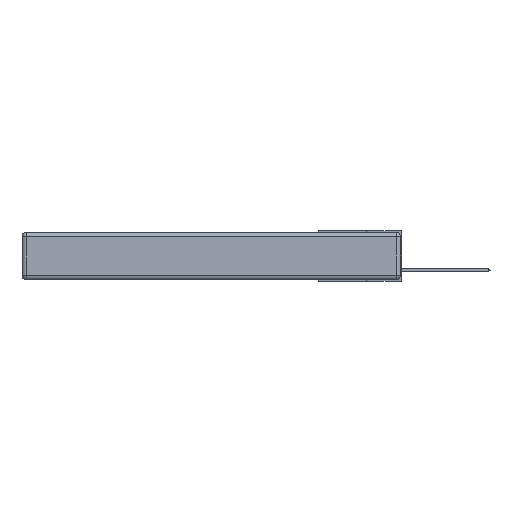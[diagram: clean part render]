
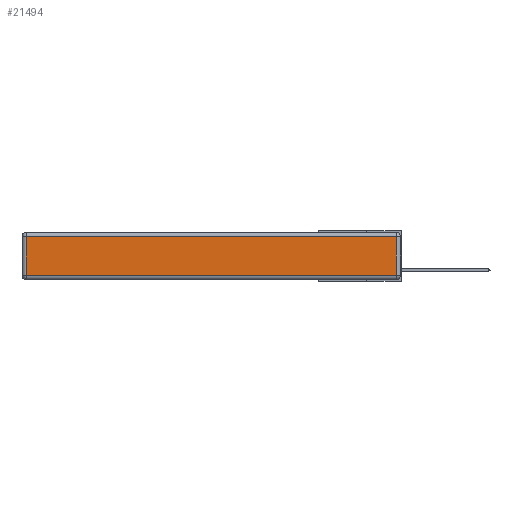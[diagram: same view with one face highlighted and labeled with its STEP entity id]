
A CAD part, left-side view. The second image highlights one B-rep face of the part: STEP entity #21494.
In plain terms, the highlighted planar face has unit normal (-1, 0, 0).
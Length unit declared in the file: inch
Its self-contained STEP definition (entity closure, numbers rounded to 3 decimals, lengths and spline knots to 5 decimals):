
#514 = PLANE ( 'NONE',  #5458 ) ;
#1128 = ORIENTED_EDGE ( 'NONE', *, *, #23801, .T. ) ;
#5458 = AXIS2_PLACEMENT_3D ( 'NONE', #23618, #23722, #21263 ) ;
#6148 = CARTESIAN_POINT ( 'NONE',  ( 0., 0.03, -0.313 ) ) ;
#6865 = EDGE_CURVE ( 'NONE', #8441, #29228, #27279, .T. ) ;
#7727 = VERTEX_POINT ( 'NONE', #16031 ) ;
#8441 = VERTEX_POINT ( 'NONE', #28989 ) ;
#9292 = VECTOR ( 'NONE', #25185, 39.37008 ) ;
#9431 = VECTOR ( 'NONE', #9512, 39.37008 ) ;
#9512 = DIRECTION ( 'NONE',  ( 0., 0., -1. ) ) ;
#9934 = FACE_OUTER_BOUND ( 'NONE', #23932, .T. ) ;
#10471 = ORIENTED_EDGE ( 'NONE', *, *, #19170, .T. ) ;
#10506 = CARTESIAN_POINT ( 'NONE',  ( 0., 2.72, -0.03 ) ) ;
#10882 = CARTESIAN_POINT ( 'NONE',  ( 0., 0., -0.313 ) ) ;
#11208 = EDGE_CURVE ( 'NONE', #29228, #7727, #22548, .T. ) ;
#15190 = VECTOR ( 'NONE', #20280, 39.37008 ) ;
#15230 = VECTOR ( 'NONE', #26006, 39.37008 ) ;
#16031 = CARTESIAN_POINT ( 'NONE',  ( 0., 2.72, -0.313 ) ) ;
#16519 = ORIENTED_EDGE ( 'NONE', *, *, #6865, .T. ) ;
#18623 = ORIENTED_EDGE ( 'NONE', *, *, #11208, .T. ) ;
#18828 = CARTESIAN_POINT ( 'NONE',  ( 0., 0.03, -0.343 ) ) ;
#19170 = EDGE_CURVE ( 'NONE', #28635, #8441, #20694, .T. ) ;
#20280 = DIRECTION ( 'NONE',  ( 0., 1., 0. ) ) ;
#20694 = LINE ( 'NONE', #18828, #15230 ) ;
#21263 = DIRECTION ( 'NONE',  ( 0., 0., 1. ) ) ;
#21494 = ADVANCED_FACE ( 'NONE', ( #9934 ), #514, .T. ) ;
#22548 = LINE ( 'NONE', #23472, #9431 ) ;
#23472 = CARTESIAN_POINT ( 'NONE',  ( 0., 2.72, -0.343 ) ) ;
#23618 = CARTESIAN_POINT ( 'NONE',  ( 0., 0., -0.343 ) ) ;
#23722 = DIRECTION ( 'NONE',  ( -1., 0., 0. ) ) ;
#23801 = EDGE_CURVE ( 'NONE', #7727, #28635, #28674, .T. ) ;
#23932 = EDGE_LOOP ( 'NONE', ( #1128, #10471, #16519, #18623 ) ) ;
#25185 = DIRECTION ( 'NONE',  ( 0., -1., 0. ) ) ;
#26006 = DIRECTION ( 'NONE',  ( 0., 0., 1. ) ) ;
#27259 = CARTESIAN_POINT ( 'NONE',  ( 0., 2.75, -0.03 ) ) ;
#27279 = LINE ( 'NONE', #27259, #15190 ) ;
#28635 = VERTEX_POINT ( 'NONE', #6148 ) ;
#28674 = LINE ( 'NONE', #10882, #9292 ) ;
#28989 = CARTESIAN_POINT ( 'NONE',  ( 0., 0.03, -0.03 ) ) ;
#29228 = VERTEX_POINT ( 'NONE', #10506 ) ;
